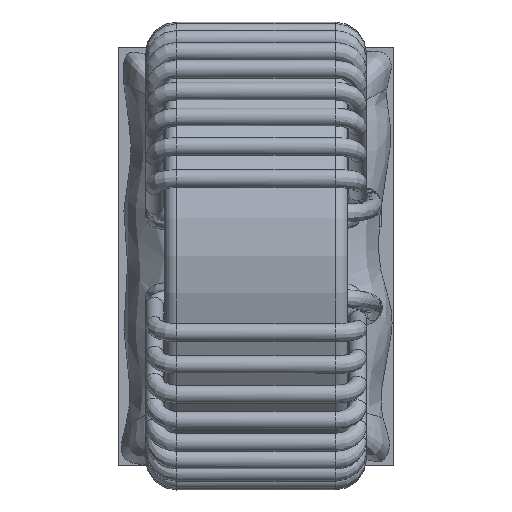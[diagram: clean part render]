
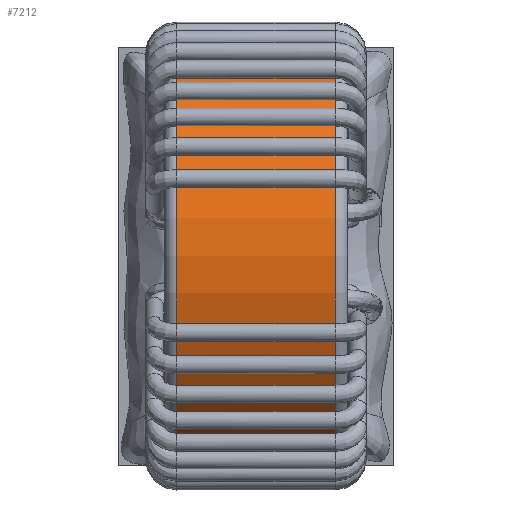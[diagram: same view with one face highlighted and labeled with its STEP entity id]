
A CAD part, top view. The second image highlights one B-rep face of the part: STEP entity #7212.
In plain terms, the highlighted cylindrical face has radius 18 mm (diameter 36 mm), a full revolution.
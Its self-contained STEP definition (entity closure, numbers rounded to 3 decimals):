
#784=CYLINDRICAL_SURFACE('',#7634,18.);
#1240=ORIENTED_EDGE('',*,*,#2196,.T.);
#1241=ORIENTED_EDGE('',*,*,#2195,.F.);
#2195=EDGE_CURVE('',#2714,#2714,#3106,.T.);
#2196=EDGE_CURVE('',#2715,#2715,#3107,.T.);
#2714=VERTEX_POINT('',#12937);
#2715=VERTEX_POINT('',#12940);
#3106=CIRCLE('',#7625,18.);
#3107=CIRCLE('',#7627,18.);
#3290=EDGE_LOOP('',(#1240));
#3291=EDGE_LOOP('',(#1241));
#4059=FACE_BOUND('',#3290,.T.);
#4060=FACE_BOUND('',#3291,.T.);
#7212=ADVANCED_FACE('',(#4059,#4060),#784,.T.);
#7625=AXIS2_PLACEMENT_3D('',#12936,#7998,#7999);
#7627=AXIS2_PLACEMENT_3D('',#12939,#8002,#8003);
#7634=AXIS2_PLACEMENT_3D('',#12950,#8016,#8017);
#7998=DIRECTION('',(0.,1.,0.));
#7999=DIRECTION('',(0.,0.,1.));
#8002=DIRECTION('',(0.,1.,0.));
#8003=DIRECTION('',(0.,0.,1.));
#8016=DIRECTION('',(0.,1.,0.));
#8017=DIRECTION('',(0.,0.,1.));
#12936=CARTESIAN_POINT('',(0.,6.65,-17.4));
#12937=CARTESIAN_POINT('',(0.,6.65,0.6));
#12939=CARTESIAN_POINT('',(0.,-6.65,-17.4));
#12940=CARTESIAN_POINT('',(0.,-6.65,0.6));
#12950=CARTESIAN_POINT('',(0.,-7.65,-17.4));
